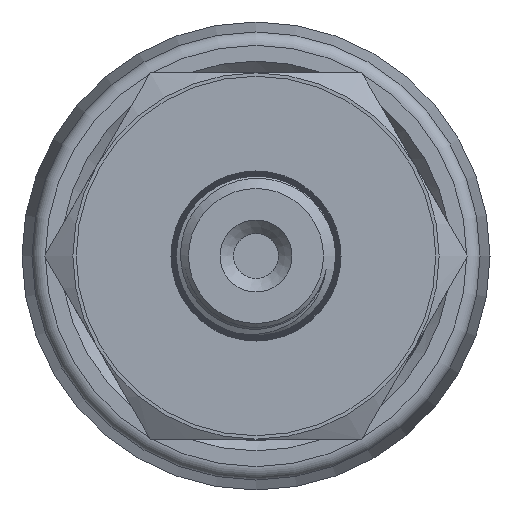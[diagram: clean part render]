
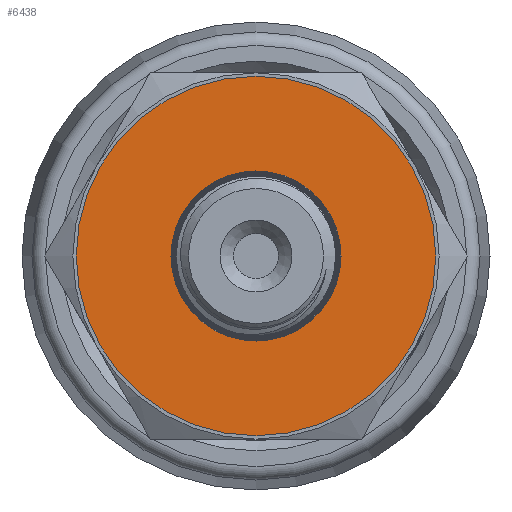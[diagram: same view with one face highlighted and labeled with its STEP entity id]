
A CAD part, left-side view. The second image highlights one B-rep face of the part: STEP entity #6438.
In plain terms, the highlighted planar face has unit normal (-1, 0, 0).
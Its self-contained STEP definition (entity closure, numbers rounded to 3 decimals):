
#349=PLANE('',#6667);
#382=FACE_BOUND('',#1144,.T.);
#751=FACE_OUTER_BOUND('',#1143,.T.);
#1143=EDGE_LOOP('',(#5869));
#1144=EDGE_LOOP('',(#5870));
#1199=CIRCLE('',#6553,6.27);
#1235=CIRCLE('',#6658,13.25);
#2509=VERTEX_POINT('',#8600);
#3055=VERTEX_POINT('',#17977);
#3170=EDGE_CURVE('',#2509,#2509,#1199,.T.);
#3996=EDGE_CURVE('',#3055,#3055,#1235,.T.);
#5869=ORIENTED_EDGE('',*,*,#3996,.T.);
#5870=ORIENTED_EDGE('',*,*,#3170,.T.);
#6438=ADVANCED_FACE('',(#751,#382),#349,.T.);
#6553=AXIS2_PLACEMENT_3D('',#8601,#6824,#6825);
#6658=AXIS2_PLACEMENT_3D('',#17978,#7315,#7316);
#6667=AXIS2_PLACEMENT_3D('',#18762,#7336,#7337);
#6824=DIRECTION('center_axis',(1.,0.,0.));
#6825=DIRECTION('ref_axis',(0.,0.,-1.));
#7315=DIRECTION('center_axis',(-1.,0.,0.));
#7316=DIRECTION('ref_axis',(0.,1.,0.));
#7336=DIRECTION('center_axis',(-1.,0.,0.));
#7337=DIRECTION('ref_axis',(0.,0.,1.));
#8600=CARTESIAN_POINT('',(-48.,-6.27,0.));
#8601=CARTESIAN_POINT('Origin',(-48.,0.,0.));
#17977=CARTESIAN_POINT('',(-48.,-13.25,0.));
#17978=CARTESIAN_POINT('Origin',(-48.,0.,0.));
#18762=CARTESIAN_POINT('Origin',(-48.,13.5,0.));
